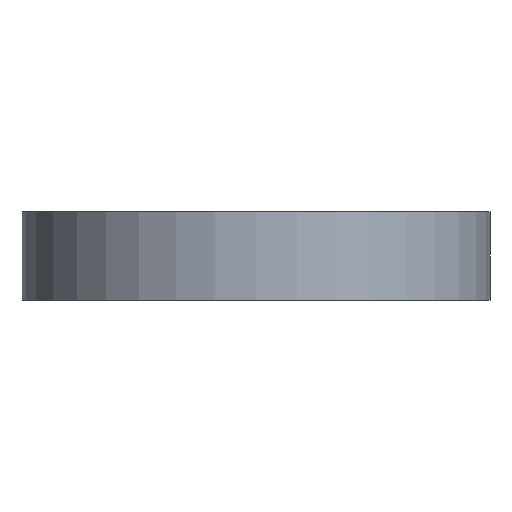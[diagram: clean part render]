
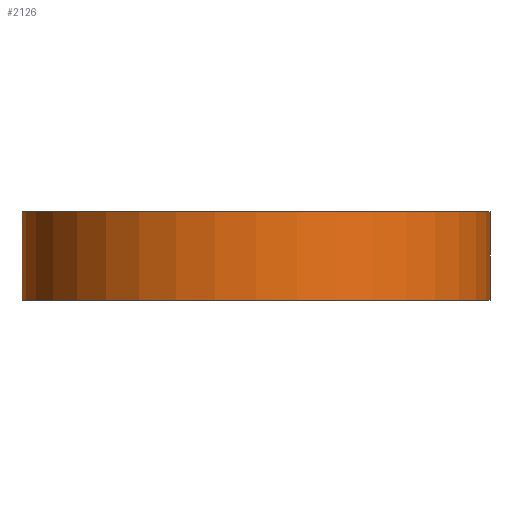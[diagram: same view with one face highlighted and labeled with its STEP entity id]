
A CAD part, front view. The second image highlights one B-rep face of the part: STEP entity #2126.
In plain terms, the highlighted cylindrical face has radius 134.81 mm (diameter 269.621 mm), a partial arc.
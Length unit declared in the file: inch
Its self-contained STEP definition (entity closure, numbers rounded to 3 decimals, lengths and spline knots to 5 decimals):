
#52 = EDGE_CURVE ( 'NONE', #583, #1899, #2370, .T. ) ;
#83 = FACE_OUTER_BOUND ( 'NONE', #2588, .T. ) ;
#106 = EDGE_CURVE ( 'NONE', #1899, #1391, #1115, .T. ) ;
#286 = AXIS2_PLACEMENT_3D ( 'NONE', #1575, #1368, #2212 ) ;
#289 = CARTESIAN_POINT ( 'NONE',  ( 5.3075, 0., 0. ) ) ;
#314 = CARTESIAN_POINT ( 'NONE',  ( 0., 0., 0. ) ) ;
#375 = DIRECTION ( 'NONE',  ( 0., 0., -1. ) ) ;
#416 = VERTEX_POINT ( 'NONE', #1943 ) ;
#478 = EDGE_CURVE ( 'NONE', #416, #1391, #1266, .T. ) ;
#505 = DIRECTION ( 'NONE',  ( 0., 0., 1. ) ) ;
#583 = VERTEX_POINT ( 'NONE', #631 ) ;
#627 = AXIS2_PLACEMENT_3D ( 'NONE', #1103, #2173, #1987 ) ;
#628 = ORIENTED_EDGE ( 'NONE', *, *, #52, .F. ) ;
#631 = CARTESIAN_POINT ( 'NONE',  ( -5.3075, 0., 0. ) ) ;
#644 = ORIENTED_EDGE ( 'NONE', *, *, #1367, .F. ) ;
#697 = VECTOR ( 'NONE', #375, 39.37008 ) ;
#725 = ORIENTED_EDGE ( 'NONE', *, *, #478, .T. ) ;
#790 = CARTESIAN_POINT ( 'NONE',  ( -5.3075, 0., 0. ) ) ;
#918 = DIRECTION ( 'NONE',  ( 1., 0., 0. ) ) ;
#1103 = CARTESIAN_POINT ( 'NONE',  ( 0., 0., 0. ) ) ;
#1115 = LINE ( 'NONE', #289, #697 ) ;
#1266 = CIRCLE ( 'NONE', #286, 5.3075 ) ;
#1367 = EDGE_CURVE ( 'NONE', #416, #583, #1665, .T. ) ;
#1368 = DIRECTION ( 'NONE',  ( 0., 0., 1. ) ) ;
#1391 = VERTEX_POINT ( 'NONE', #2697 ) ;
#1575 = CARTESIAN_POINT ( 'NONE',  ( 0., 0., -2. ) ) ;
#1665 = LINE ( 'NONE', #790, #2334 ) ;
#1899 = VERTEX_POINT ( 'NONE', #2050 ) ;
#1918 = ORIENTED_EDGE ( 'NONE', *, *, #106, .F. ) ;
#1943 = CARTESIAN_POINT ( 'NONE',  ( -5.3075, 0., -2. ) ) ;
#1959 = AXIS2_PLACEMENT_3D ( 'NONE', #314, #505, #918 ) ;
#1987 = DIRECTION ( 'NONE',  ( 1., 0., 0. ) ) ;
#2050 = CARTESIAN_POINT ( 'NONE',  ( 5.3075, 0., 0. ) ) ;
#2126 = ADVANCED_FACE ( 'NONE', ( #83 ), #2142, .T. ) ;
#2142 = CYLINDRICAL_SURFACE ( 'NONE', #627, 5.3075 ) ;
#2173 = DIRECTION ( 'NONE',  ( 0., 0., 1. ) ) ;
#2212 = DIRECTION ( 'NONE',  ( 1., 0., 0. ) ) ;
#2254 = DIRECTION ( 'NONE',  ( 0., 0., 1. ) ) ;
#2334 = VECTOR ( 'NONE', #2254, 39.37008 ) ;
#2370 = CIRCLE ( 'NONE', #1959, 5.3075 ) ;
#2588 = EDGE_LOOP ( 'NONE', ( #644, #725, #1918, #628 ) ) ;
#2697 = CARTESIAN_POINT ( 'NONE',  ( 5.3075, 0., -2. ) ) ;
